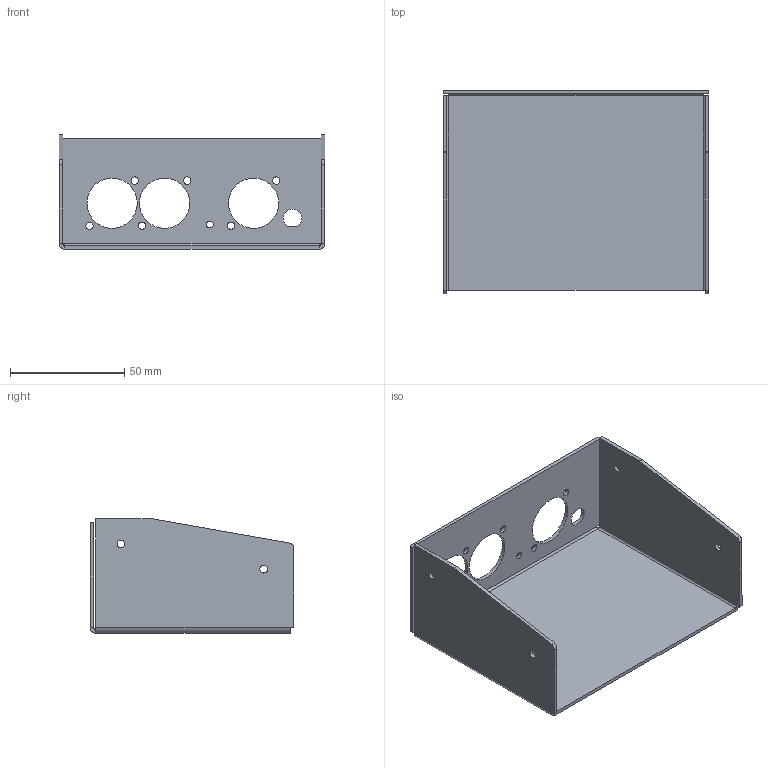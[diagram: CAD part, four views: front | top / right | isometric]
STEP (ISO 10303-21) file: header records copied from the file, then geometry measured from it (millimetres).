
FILE_DESCRIPTION(/* description */ (''),/* implementation_level */ '2;1');
FILE_NAME(/* name */ 'Enclosure Bottom.step',/* time_stamp */ '2025-07-03T01:22:26-05:00',/* author */ (''),/* organization */ (''),/* preprocessor_version */ 'ST-DEVELOPER v20.1',/* originating_system */ 'Autodesk Translation Framework v14.10.0.0',/* authorisation */ '');
FILE_SCHEMA (('AUTOMOTIVE_DESIGN { 1 0 10303 214 3 1 1 }'));
Length unit declared in the file: millimetre
Products named in the file (2): STEVEannouncer Chassis; Bottom
Assembly tree (1 placements, depth 2):
  STEVEannouncer Chassis
    Bottom
Bounding box: 116.4 x 89.2 x 50 mm (x, y, z)
Volume: 34972.9 mm3; surface area: 45360.5 mm2
Topology: 1 solids, 1 shells, 56 faces, 138 edges, 84 vertices
Faces by surface type: plane 31, cylinder 25
Full cylindrical faces by diameter (mm): 3 x1, 3.2 x6, 3.4 x4, 22 x3
Entity records: 1767 total; most frequent: DIRECTION 306, CARTESIAN_POINT 281, ORIENTED_EDGE 276, EDGE_CURVE 138, AXIS2_PLACEMENT_3D 109, LINE 88, VECTOR 88, EDGE_LOOP 86
